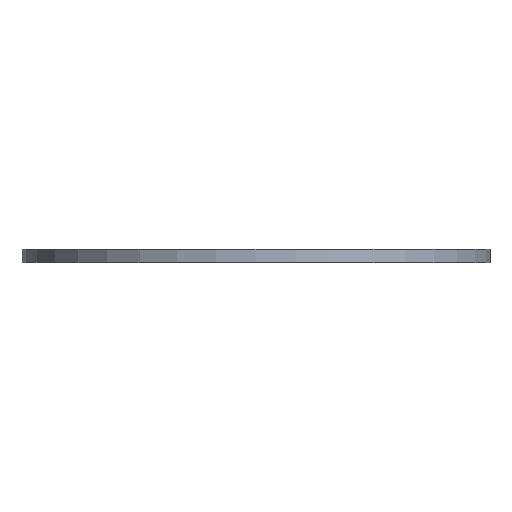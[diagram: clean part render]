
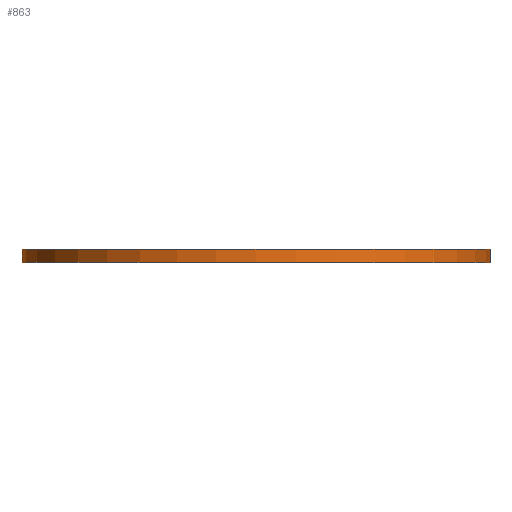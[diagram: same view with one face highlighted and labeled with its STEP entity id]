
A CAD part, top view. The second image highlights one B-rep face of the part: STEP entity #863.
In plain terms, the highlighted cylindrical face has radius 53.5 mm (diameter 107 mm), a partial arc.
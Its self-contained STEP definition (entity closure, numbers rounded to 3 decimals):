
#123=FACE_OUTER_BOUND('',#162,.T.);
#162=EDGE_LOOP('',(#712,#713,#714,#715));
#270=LINE('',#1474,#307);
#271=LINE('',#1477,#308);
#307=VECTOR('',#1244,10.);
#308=VECTOR('',#1247,10.);
#381=CIRCLE('',#989,53.5);
#382=CIRCLE('',#990,53.5);
#453=VERTEX_POINT('',#1470);
#454=VERTEX_POINT('',#1471);
#455=VERTEX_POINT('',#1473);
#456=VERTEX_POINT('',#1475);
#563=EDGE_CURVE('',#453,#455,#270,.T.);
#565=EDGE_CURVE('',#454,#456,#271,.T.);
#566=EDGE_CURVE('',#453,#454,#381,.T.);
#567=EDGE_CURVE('',#455,#456,#382,.T.);
#712=ORIENTED_EDGE('',*,*,#566,.T.);
#713=ORIENTED_EDGE('',*,*,#565,.T.);
#714=ORIENTED_EDGE('',*,*,#567,.F.);
#715=ORIENTED_EDGE('',*,*,#563,.F.);
#826=CYLINDRICAL_SURFACE('',#988,53.5);
#863=ADVANCED_FACE('',(#123),#826,.T.);
#988=AXIS2_PLACEMENT_3D('',#1478,#1248,#1249);
#989=AXIS2_PLACEMENT_3D('',#1479,#1250,#1251);
#990=AXIS2_PLACEMENT_3D('',#1480,#1252,#1253);
#1244=DIRECTION('',(0.,1.,0.));
#1247=DIRECTION('',(0.,1.,0.));
#1248=DIRECTION('center_axis',(0.,1.,0.));
#1249=DIRECTION('ref_axis',(0.,0.,1.));
#1250=DIRECTION('center_axis',(0.,1.,0.));
#1251=DIRECTION('ref_axis',(1.,0.,0.));
#1252=DIRECTION('center_axis',(0.,1.,0.));
#1253=DIRECTION('ref_axis',(1.,0.,0.));
#1470=CARTESIAN_POINT('',(-19.648,0.,-49.762));
#1471=CARTESIAN_POINT('',(19.648,0.,-49.762));
#1473=CARTESIAN_POINT('',(-19.648,3.,-49.762));
#1474=CARTESIAN_POINT('',(-19.648,0.,-49.762));
#1475=CARTESIAN_POINT('',(19.648,3.,-49.762));
#1477=CARTESIAN_POINT('',(19.648,0.,-49.762));
#1478=CARTESIAN_POINT('Origin',(0.,0.,0.));
#1479=CARTESIAN_POINT('Origin',(0.,0.,0.));
#1480=CARTESIAN_POINT('Origin',(0.,3.,0.));
